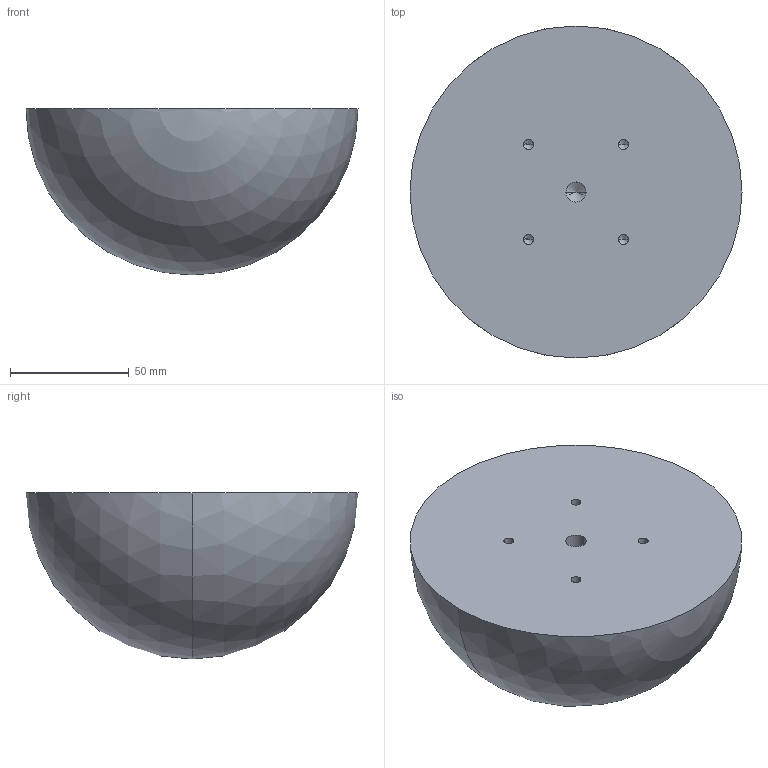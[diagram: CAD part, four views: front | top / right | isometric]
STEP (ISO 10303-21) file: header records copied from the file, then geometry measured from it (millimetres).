
FILE_DESCRIPTION (( 'STEP AP203' ), '1' );
FILE_NAME ('SE_01_1_0002.STEP', '2020-10-21T10:10:13', ( '' ), ( '' ), 'SwSTEP 2.0', 'SolidWorks 2017', '' );
FILE_SCHEMA (( 'CONFIG_CONTROL_DESIGN' ));
Length unit declared in the file: millimetre
Products named in the file (1): SE_01_1_0002
Bounding box: 140 x 140 x 70 mm (x, y, z)
Volume: 715495.2 mm3; surface area: 48056.8 mm2
Topology: 1 solids, 1 shells, 23 faces, 58 edges, 30 vertices
Faces by surface type: cylinder 10, cone 10, sphere 2, plane 1
Entity records: 667 total; most frequent: DIRECTION 116, CARTESIAN_POINT 96, ORIENTED_EDGE 88, AXIS2_PLACEMENT_3D 48, EDGE_CURVE 44, EDGE_LOOP 28, VERTEX_POINT 28, CIRCLE 24
